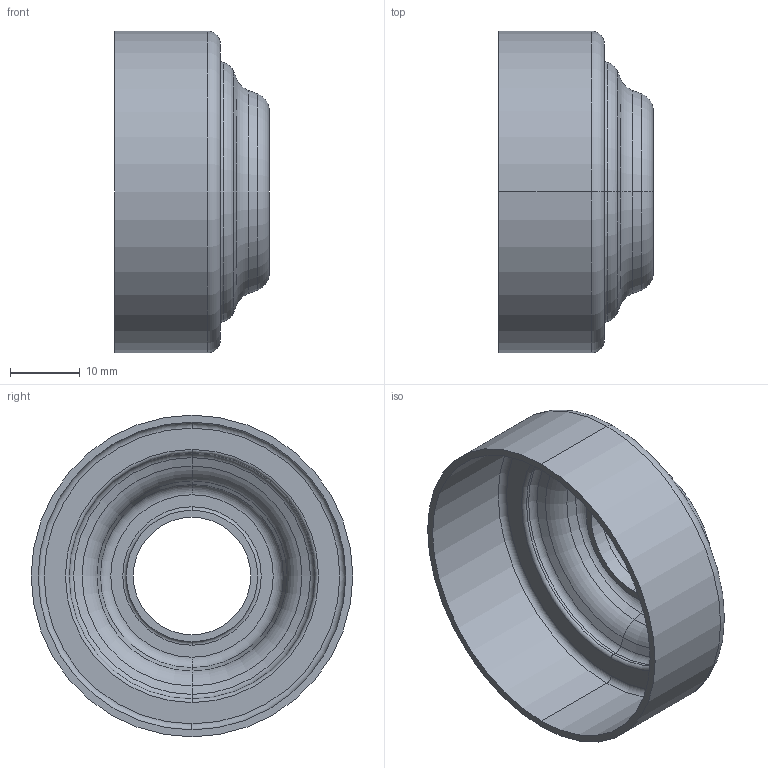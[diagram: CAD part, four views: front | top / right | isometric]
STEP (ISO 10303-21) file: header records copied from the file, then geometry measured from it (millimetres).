
FILE_DESCRIPTION (( 'STEP AP203' ), '1' );
FILE_NAME ('前端风罩-A型-晨光-加厚-塑料.STEP', '2021-04-02T09:00:38', ( '' ), ( '' ), 'SwSTEP 2.0', 'SolidWorks 2021', '' );
FILE_SCHEMA (( 'CONFIG_CONTROL_DESIGN' ));
Length unit declared in the file: millimetre
Products named in the file (1): 前端风罩-A型-晨光-加厚-塑料
Bounding box: 22.1 x 46 x 46 mm (x, y, z)
Volume: 3838.4 mm3; surface area: 7835.2 mm2
Topology: 1 solids, 1 shells, 48 faces, 96 edges, 54 vertices
Faces by surface type: torus 24, cylinder 10, cone 8, plane 6
Entity records: 1339 total; most frequent: DIRECTION 272, CARTESIAN_POINT 199, ORIENTED_EDGE 192, AXIS2_PLACEMENT_3D 127, EDGE_CURVE 96, CIRCLE 78, VERTEX_POINT 54, EDGE_LOOP 54
